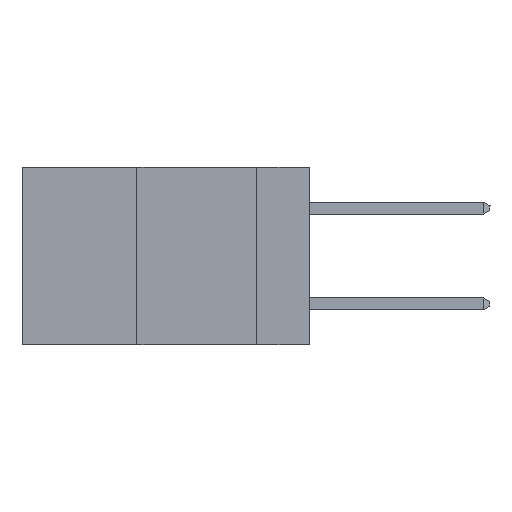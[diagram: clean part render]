
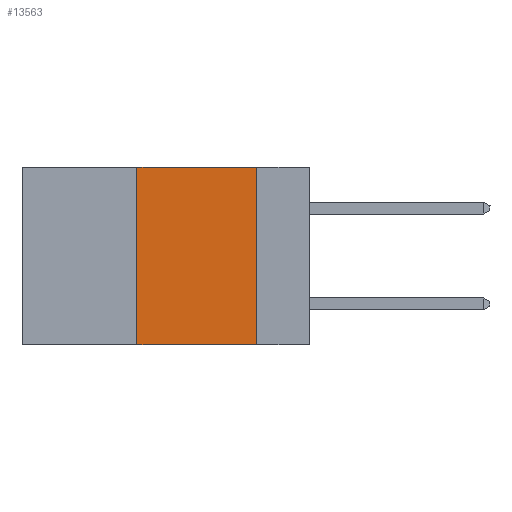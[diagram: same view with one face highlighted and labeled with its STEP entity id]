
A CAD part, left-side view. The second image highlights one B-rep face of the part: STEP entity #13563.
In plain terms, the highlighted planar face has unit normal (-1, 0, 0).
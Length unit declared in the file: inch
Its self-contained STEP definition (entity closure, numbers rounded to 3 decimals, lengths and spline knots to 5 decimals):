
#150 = VERTEX_POINT ( 'NONE', #15073 ) ;
#1840 = CARTESIAN_POINT ( 'NONE',  ( 0., 0.36, 0. ) ) ;
#1925 = VECTOR ( 'NONE', #8377, 39.37008 ) ;
#2260 = ORIENTED_EDGE ( 'NONE', *, *, #14743, .F. ) ;
#2390 = ORIENTED_EDGE ( 'NONE', *, *, #15036, .T. ) ;
#2708 = AXIS2_PLACEMENT_3D ( 'NONE', #13145, #15503, #8579 ) ;
#3168 = CARTESIAN_POINT ( 'NONE',  ( 0., 0.36, 0. ) ) ;
#3815 = DIRECTION ( 'NONE',  ( 0., -1., 0. ) ) ;
#5279 = LINE ( 'NONE', #14116, #1925 ) ;
#5691 = FACE_OUTER_BOUND ( 'NONE', #12899, .T. ) ;
#5700 = DIRECTION ( 'NONE',  ( 0., 0., 1. ) ) ;
#5960 = CARTESIAN_POINT ( 'NONE',  ( 0., 0.36, -0.37 ) ) ;
#6550 = CARTESIAN_POINT ( 'NONE',  ( 0., 0.6, 0. ) ) ;
#7410 = PLANE ( 'NONE',  #2708 ) ;
#7457 = VECTOR ( 'NONE', #14658, 39.37008 ) ;
#7508 = CARTESIAN_POINT ( 'NONE',  ( 0., 0.6, -0.37 ) ) ;
#8377 = DIRECTION ( 'NONE',  ( 0., 0., -1. ) ) ;
#8574 = LINE ( 'NONE', #7508, #13993 ) ;
#8579 = DIRECTION ( 'NONE',  ( 0., 0., -1. ) ) ;
#9455 = VERTEX_POINT ( 'NONE', #11619 ) ;
#9465 = ORIENTED_EDGE ( 'NONE', *, *, #10647, .F. ) ;
#9512 = VECTOR ( 'NONE', #5700, 39.37008 ) ;
#9574 = ORIENTED_EDGE ( 'NONE', *, *, #14039, .F. ) ;
#10647 = EDGE_CURVE ( 'NONE', #12054, #150, #12873, .T. ) ;
#11016 = VERTEX_POINT ( 'NONE', #5960 ) ;
#11619 = CARTESIAN_POINT ( 'NONE',  ( 0., 0.11, -0.37 ) ) ;
#12054 = VERTEX_POINT ( 'NONE', #1840 ) ;
#12552 = LINE ( 'NONE', #3168, #9512 ) ;
#12873 = LINE ( 'NONE', #6550, #7457 ) ;
#12899 = EDGE_LOOP ( 'NONE', ( #9574, #9465, #2260, #2390 ) ) ;
#13145 = CARTESIAN_POINT ( 'NONE',  ( 0., 0.6, 0. ) ) ;
#13563 = ADVANCED_FACE ( 'NONE', ( #5691 ), #7410, .F. ) ;
#13993 = VECTOR ( 'NONE', #3815, 39.37008 ) ;
#14039 = EDGE_CURVE ( 'NONE', #150, #9455, #5279, .T. ) ;
#14116 = CARTESIAN_POINT ( 'NONE',  ( 0., 0.11, 0. ) ) ;
#14658 = DIRECTION ( 'NONE',  ( 0., -1., 0. ) ) ;
#14743 = EDGE_CURVE ( 'NONE', #11016, #12054, #12552, .T. ) ;
#15036 = EDGE_CURVE ( 'NONE', #11016, #9455, #8574, .T. ) ;
#15073 = CARTESIAN_POINT ( 'NONE',  ( 0., 0.11, 0. ) ) ;
#15503 = DIRECTION ( 'NONE',  ( 1., 0., 0. ) ) ;
